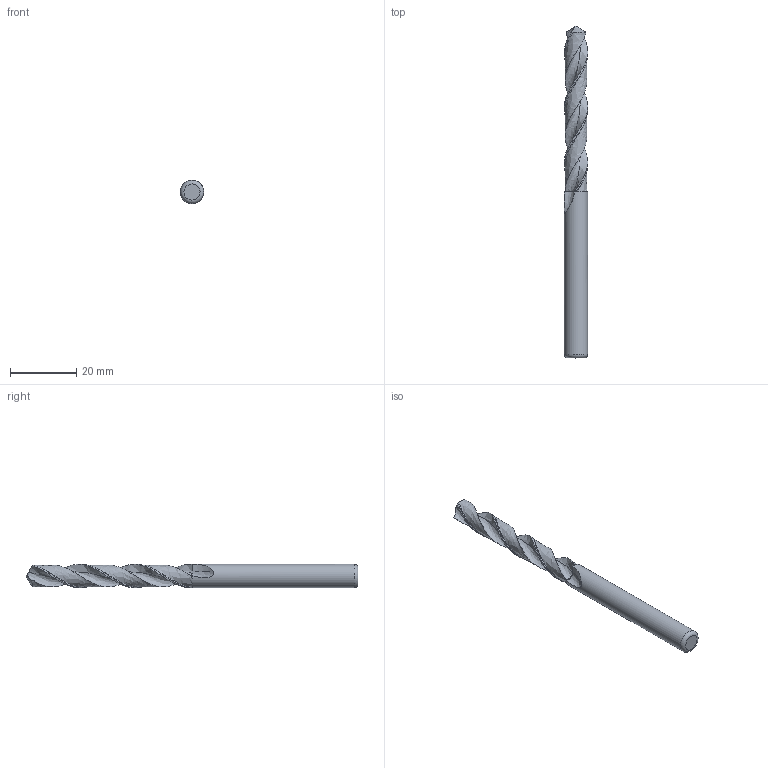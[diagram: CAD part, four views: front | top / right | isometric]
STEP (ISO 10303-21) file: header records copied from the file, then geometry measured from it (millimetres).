
FILE_DESCRIPTION(/* description */ (''),/* implementation_level */ '2;1');
FILE_NAME(/* name */ 'DRILL BIT v2.step',/* time_stamp */ '2020-01-17T17:37:32+05:00',/* author */ (''),/* organization */ (''),/* preprocessor_version */ 'ST-DEVELOPER v18',/* originating_system */ 'Autodesk Translation Framework v8.12.0.6',/* authorisation */ '');
FILE_SCHEMA (('AUTOMOTIVE_DESIGN { 1 0 10303 214 3 1 1 }'));
Length unit declared in the file: millimetre
Products named in the file (1): DRILL BIT
Bounding box: 7.04 x 100 x 7.04 mm (x, y, z)
Volume: 2782.5 mm3; surface area: 2352.4 mm2
Topology: 1 solids, 1 shells, 24 faces, 63 edges, 40 vertices
Faces by surface type: bspline 16, plane 4, cylinder 2, torus 1, cone 1
Full cylindrical faces by diameter (mm): 7.041 x1
Entity records: 2030 total; most frequent: CARTESIAN_POINT 1514, ORIENTED_EDGE 124, DIRECTION 65, EDGE_CURVE 62, VERTEX_POINT 40, B_SPLINE_CURVE_WITH_KNOTS 35, AXIS2_PLACEMENT_3D 29, FACE_OUTER_BOUND 24
